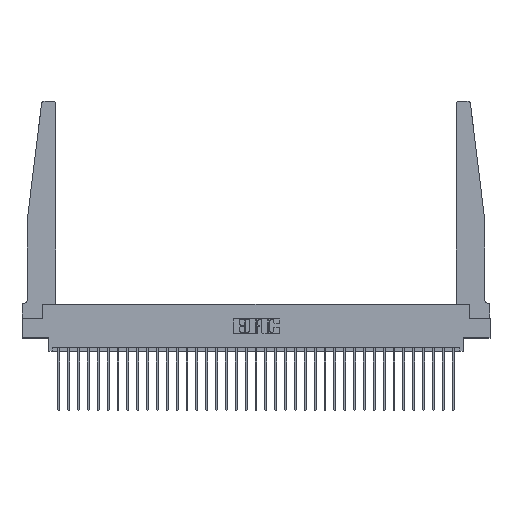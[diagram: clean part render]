
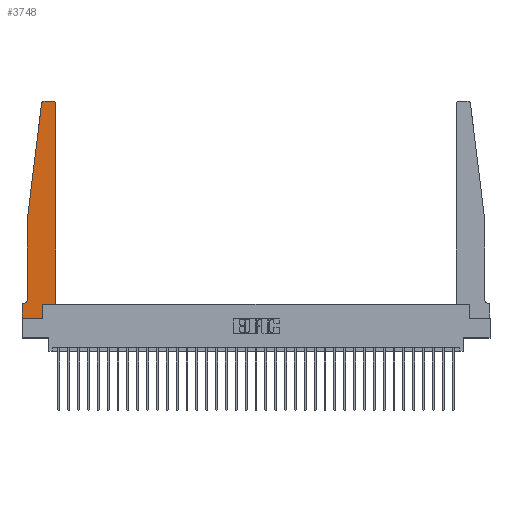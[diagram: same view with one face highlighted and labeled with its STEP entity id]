
A CAD part, top view. The second image highlights one B-rep face of the part: STEP entity #3748.
In plain terms, the highlighted planar face has unit normal (0, 0, 1).
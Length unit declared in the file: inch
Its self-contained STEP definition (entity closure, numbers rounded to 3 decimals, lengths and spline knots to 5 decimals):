
#509 = CARTESIAN_POINT ( 'NONE',  ( 0.25, 2.75, 0.37 ) ) ;
#1361 = CARTESIAN_POINT ( 'NONE',  ( 0., 0.1875, 0.37 ) ) ;
#1461 = DIRECTION ( 'NONE',  ( 0., 1., 0. ) ) ;
#1540 = VERTEX_POINT ( 'NONE', #27307 ) ;
#1553 = AXIS2_PLACEMENT_3D ( 'NONE', #10039, #27220, #12511 ) ;
#1623 = ORIENTED_EDGE ( 'NONE', *, *, #16103, .T. ) ;
#2073 = CARTESIAN_POINT ( 'NONE',  ( 0., 0., 0.37 ) ) ;
#2563 = CARTESIAN_POINT ( 'NONE',  ( 0.27653, 2.72, 0.37 ) ) ;
#2796 = LINE ( 'NONE', #19181, #21587 ) ;
#3241 = VERTEX_POINT ( 'NONE', #7009 ) ;
#3535 = AXIS2_PLACEMENT_3D ( 'NONE', #23895, #9204, #26400 ) ;
#3555 = VERTEX_POINT ( 'NONE', #17896 ) ;
#3733 = DIRECTION ( 'NONE',  ( 1., 0., 0. ) ) ;
#3748 = ADVANCED_FACE ( 'NONE', ( #15405 ), #23471, .T. ) ;
#3850 = EDGE_CURVE ( 'NONE', #1540, #23795, #5144, .T. ) ;
#4043 = LINE ( 'NONE', #8792, #22799 ) ;
#4614 = EDGE_CURVE ( 'NONE', #3241, #23738, #11896, .T. ) ;
#5056 = DIRECTION ( 'NONE',  ( 1., 0., 0. ) ) ;
#5144 = CIRCLE ( 'NONE', #3535, 0.05 ) ;
#5433 = CARTESIAN_POINT ( 'NONE',  ( 0.065, 1.25, 0.37 ) ) ;
#5481 = EDGE_LOOP ( 'NONE', ( #7848, #7876, #30708, #5737, #6893, #10679, #18587, #1623, #7874, #30498, #11852, #27990 ) ) ;
#5737 = ORIENTED_EDGE ( 'NONE', *, *, #20165, .T. ) ;
#5812 = VECTOR ( 'NONE', #13252, 39.37008 ) ;
#6175 = VERTEX_POINT ( 'NONE', #31706 ) ;
#6893 = ORIENTED_EDGE ( 'NONE', *, *, #3850, .T. ) ;
#6981 = DIRECTION ( 'NONE',  ( 0., -1., 0. ) ) ;
#7009 = CARTESIAN_POINT ( 'NONE',  ( 0., 0.1875, 0.37 ) ) ;
#7403 = LINE ( 'NONE', #509, #8166 ) ;
#7726 = VERTEX_POINT ( 'NONE', #18064 ) ;
#7824 = VERTEX_POINT ( 'NONE', #18385 ) ;
#7848 = ORIENTED_EDGE ( 'NONE', *, *, #22515, .T. ) ;
#7874 = ORIENTED_EDGE ( 'NONE', *, *, #29920, .T. ) ;
#7876 = ORIENTED_EDGE ( 'NONE', *, *, #8915, .T. ) ;
#8000 = VECTOR ( 'NONE', #19754, 39.37008 ) ;
#8166 = VECTOR ( 'NONE', #17697, 39.37008 ) ;
#8167 = CARTESIAN_POINT ( 'NONE',  ( 0.27653, 2.75, 0.37 ) ) ;
#8792 = CARTESIAN_POINT ( 'NONE',  ( 0.425, 0.18, 0.37 ) ) ;
#8915 = EDGE_CURVE ( 'NONE', #25420, #3555, #16436, .T. ) ;
#9204 = DIRECTION ( 'NONE',  ( 0., 0., -1. ) ) ;
#9619 = EDGE_CURVE ( 'NONE', #17905, #25568, #27546, .T. ) ;
#10039 = CARTESIAN_POINT ( 'NONE',  ( 0.395, 2.72, 0.37 ) ) ;
#10679 = ORIENTED_EDGE ( 'NONE', *, *, #19045, .T. ) ;
#11104 = CARTESIAN_POINT ( 'NONE',  ( 0.425, 0.18, 0.37 ) ) ;
#11184 = EDGE_CURVE ( 'NONE', #6175, #17905, #4043, .T. ) ;
#11249 = DIRECTION ( 'NONE',  ( 1., 0., 0. ) ) ;
#11677 = VECTOR ( 'NONE', #14868, 39.37008 ) ;
#11852 = ORIENTED_EDGE ( 'NONE', *, *, #11184, .T. ) ;
#11896 = LINE ( 'NONE', #2073, #30723 ) ;
#12511 = DIRECTION ( 'NONE',  ( 1., 0., 0. ) ) ;
#13252 = DIRECTION ( 'NONE',  ( 0., 1., 0. ) ) ;
#14868 = DIRECTION ( 'NONE',  ( -1., 0., 0. ) ) ;
#15149 = VECTOR ( 'NONE', #29986, 39.37008 ) ;
#15405 = FACE_OUTER_BOUND ( 'NONE', #5481, .T. ) ;
#15775 = VECTOR ( 'NONE', #3733, 39.37008 ) ;
#16103 = EDGE_CURVE ( 'NONE', #23738, #7726, #27587, .T. ) ;
#16436 = CIRCLE ( 'NONE', #31361, 0.03 ) ;
#16534 = LINE ( 'NONE', #11104, #15775 ) ;
#17130 = CARTESIAN_POINT ( 'NONE',  ( 0.015, 0.1875, 0.37 ) ) ;
#17697 = DIRECTION ( 'NONE',  ( -1., 0., 0. ) ) ;
#17896 = CARTESIAN_POINT ( 'NONE',  ( 0.24675, 2.72367, 0.37 ) ) ;
#17905 = VERTEX_POINT ( 'NONE', #27389 ) ;
#18064 = CARTESIAN_POINT ( 'NONE',  ( 0.2605, 0., 0.37 ) ) ;
#18385 = CARTESIAN_POINT ( 'NONE',  ( 0.065, 1.25, 0.37 ) ) ;
#18587 = ORIENTED_EDGE ( 'NONE', *, *, #4614, .T. ) ;
#19045 = EDGE_CURVE ( 'NONE', #23795, #3241, #23965, .T. ) ;
#19165 = EDGE_CURVE ( 'NONE', #3555, #7824, #20877, .T. ) ;
#19181 = CARTESIAN_POINT ( 'NONE',  ( 0.065, 1.25, 0.37 ) ) ;
#19244 = DIRECTION ( 'NONE',  ( 0., -1., 0. ) ) ;
#19612 = LINE ( 'NONE', #30435, #5812 ) ;
#19731 = DIRECTION ( 'NONE',  ( 0., 0., 1. ) ) ;
#19754 = DIRECTION ( 'NONE',  ( 1., 0., 0. ) ) ;
#20165 = EDGE_CURVE ( 'NONE', #7824, #1540, #2796, .T. ) ;
#20825 = CARTESIAN_POINT ( 'NONE',  ( 0.2605, 0.18, 0.37 ) ) ;
#20877 = LINE ( 'NONE', #5433, #15149 ) ;
#21200 = CARTESIAN_POINT ( 'NONE',  ( 0.395, 2.75, 0.37 ) ) ;
#21587 = VECTOR ( 'NONE', #6981, 39.37008 ) ;
#21853 = CARTESIAN_POINT ( 'NONE',  ( 0., 0., 0.37 ) ) ;
#22208 = CARTESIAN_POINT ( 'NONE',  ( 0., 0., 0.37 ) ) ;
#22515 = EDGE_CURVE ( 'NONE', #25568, #25420, #7403, .T. ) ;
#22799 = VECTOR ( 'NONE', #1461, 39.37008 ) ;
#23471 = PLANE ( 'NONE',  #27179 ) ;
#23738 = VERTEX_POINT ( 'NONE', #21853 ) ;
#23795 = VERTEX_POINT ( 'NONE', #17130 ) ;
#23895 = CARTESIAN_POINT ( 'NONE',  ( 0.015, 0.2375, 0.37 ) ) ;
#23965 = LINE ( 'NONE', #29571, #11677 ) ;
#25420 = VERTEX_POINT ( 'NONE', #8167 ) ;
#25568 = VERTEX_POINT ( 'NONE', #21200 ) ;
#25971 = DIRECTION ( 'NONE',  ( 0., 0., 1. ) ) ;
#26400 = DIRECTION ( 'NONE',  ( -1., 0., 0. ) ) ;
#27179 = AXIS2_PLACEMENT_3D ( 'NONE', #1361, #25971, #11249 ) ;
#27220 = DIRECTION ( 'NONE',  ( 0., 0., 1. ) ) ;
#27307 = CARTESIAN_POINT ( 'NONE',  ( 0.065, 0.2375, 0.37 ) ) ;
#27389 = CARTESIAN_POINT ( 'NONE',  ( 0.425, 2.72, 0.37 ) ) ;
#27546 = CIRCLE ( 'NONE', #1553, 0.03 ) ;
#27587 = LINE ( 'NONE', #22208, #8000 ) ;
#27990 = ORIENTED_EDGE ( 'NONE', *, *, #9619, .T. ) ;
#29571 = CARTESIAN_POINT ( 'NONE',  ( 0.065, 0.1875, 0.37 ) ) ;
#29920 = EDGE_CURVE ( 'NONE', #7726, #30618, #19612, .T. ) ;
#29986 = DIRECTION ( 'NONE',  ( -0.122, -0.992, 0. ) ) ;
#30021 = EDGE_CURVE ( 'NONE', #30618, #6175, #16534, .T. ) ;
#30435 = CARTESIAN_POINT ( 'NONE',  ( 0.2605, 0.18, 0.37 ) ) ;
#30498 = ORIENTED_EDGE ( 'NONE', *, *, #30021, .T. ) ;
#30618 = VERTEX_POINT ( 'NONE', #20825 ) ;
#30708 = ORIENTED_EDGE ( 'NONE', *, *, #19165, .T. ) ;
#30723 = VECTOR ( 'NONE', #19244, 39.37008 ) ;
#31361 = AXIS2_PLACEMENT_3D ( 'NONE', #2563, #19731, #5056 ) ;
#31706 = CARTESIAN_POINT ( 'NONE',  ( 0.425, 0.18, 0.37 ) ) ;
